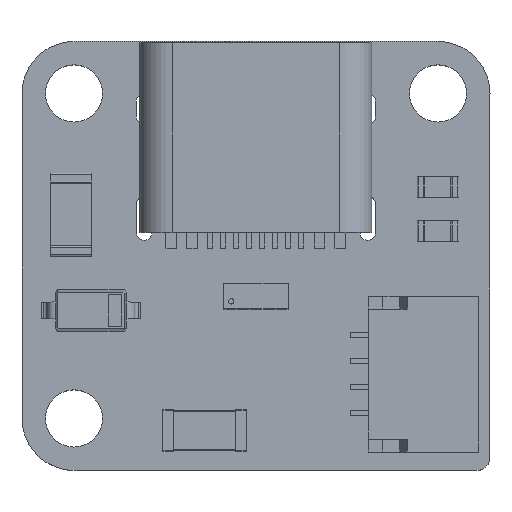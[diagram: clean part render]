
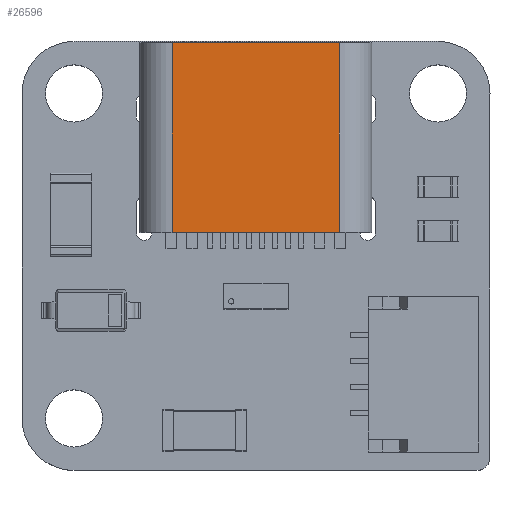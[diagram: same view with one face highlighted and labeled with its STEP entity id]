
A CAD part, top view. The second image highlights one B-rep face of the part: STEP entity #26596.
In plain terms, the highlighted face is planar.
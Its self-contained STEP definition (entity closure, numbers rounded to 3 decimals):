
#17319 = PLANE('',#17320);
#17320 = AXIS2_PLACEMENT_3D('',#17321,#17322,#17323);
#17321 = CARTESIAN_POINT('',(4.47,1.605,-7.3));
#17322 = DIRECTION('',(0.,0.,-1.));
#17323 = DIRECTION('',(-1.,0.,0.));
#19554 = VERTEX_POINT('',#19555);
#19555 = CARTESIAN_POINT('',(1.255,3.21,-7.3));
#19574 = CYLINDRICAL_SURFACE('',#19575,1.255);
#19575 = AXIS2_PLACEMENT_3D('',#19576,#19577,#19578);
#19576 = CARTESIAN_POINT('',(1.255,1.955,0.));
#19577 = DIRECTION('',(0.,0.,-1.));
#19578 = DIRECTION('',(-0.707,0.707,0.));
#19608 = EDGE_CURVE('',#19554,#19609,#19611,.T.);
#19609 = VERTEX_POINT('',#19610);
#19610 = CARTESIAN_POINT('',(7.685,3.21,-7.3));
#19611 = SURFACE_CURVE('',#19612,(#19616,#19623),.PCURVE_S1.);
#19612 = LINE('',#19613,#19614);
#19613 = CARTESIAN_POINT('',(8.94,3.21,-7.3));
#19614 = VECTOR('',#19615,1.);
#19615 = DIRECTION('',(1.,0.,0.));
#19616 = PCURVE('',#17319,#19617);
#19617 = DEFINITIONAL_REPRESENTATION('',(#19618),#19622);
#19618 = LINE('',#19619,#19620);
#19619 = CARTESIAN_POINT('',(-4.47,1.605));
#19620 = VECTOR('',#19621,1.);
#19621 = DIRECTION('',(-1.,0.));
#19622 = ( GEOMETRIC_REPRESENTATION_CONTEXT(2) 
PARAMETRIC_REPRESENTATION_CONTEXT() REPRESENTATION_CONTEXT('2D SPACE',''
  ) );
#19623 = PCURVE('',#19624,#19629);
#19624 = PLANE('',#19625);
#19625 = AXIS2_PLACEMENT_3D('',#19626,#19627,#19628);
#19626 = CARTESIAN_POINT('',(0.,3.21,0.));
#19627 = DIRECTION('',(0.,1.,0.));
#19628 = DIRECTION('',(1.,0.,0.));
#19629 = DEFINITIONAL_REPRESENTATION('',(#19630),#19634);
#19630 = LINE('',#19631,#19632);
#19631 = CARTESIAN_POINT('',(8.94,7.3));
#19632 = VECTOR('',#19633,1.);
#19633 = DIRECTION('',(1.,0.));
#19634 = ( GEOMETRIC_REPRESENTATION_CONTEXT(2) 
PARAMETRIC_REPRESENTATION_CONTEXT() REPRESENTATION_CONTEXT('2D SPACE',''
  ) );
#19657 = CYLINDRICAL_SURFACE('',#19658,1.255);
#19658 = AXIS2_PLACEMENT_3D('',#19659,#19660,#19661);
#19659 = CARTESIAN_POINT('',(7.685,1.955,0.));
#19660 = DIRECTION('',(0.,0.,-1.));
#19661 = DIRECTION('',(0.707,0.707,0.));
#21784 = PLANE('',#21785);
#21785 = AXIS2_PLACEMENT_3D('',#21786,#21787,#21788);
#21786 = CARTESIAN_POINT('',(4.47,1.605,0.));
#21787 = DIRECTION('',(0.,0.,1.));
#21788 = DIRECTION('',(1.,0.,0.));
#26282 = VERTEX_POINT('',#26283);
#26283 = CARTESIAN_POINT('',(7.685,3.21,0.));
#26331 = EDGE_CURVE('',#26282,#26332,#26334,.T.);
#26332 = VERTEX_POINT('',#26333);
#26333 = CARTESIAN_POINT('',(1.255,3.21,0.));
#26334 = SURFACE_CURVE('',#26335,(#26339,#26346),.PCURVE_S1.);
#26335 = LINE('',#26336,#26337);
#26336 = CARTESIAN_POINT('',(8.94,3.21,0.));
#26337 = VECTOR('',#26338,1.);
#26338 = DIRECTION('',(-1.,0.,0.));
#26339 = PCURVE('',#21784,#26340);
#26340 = DEFINITIONAL_REPRESENTATION('',(#26341),#26345);
#26341 = LINE('',#26342,#26343);
#26342 = CARTESIAN_POINT('',(4.47,1.605));
#26343 = VECTOR('',#26344,1.);
#26344 = DIRECTION('',(-1.,0.));
#26345 = ( GEOMETRIC_REPRESENTATION_CONTEXT(2) 
PARAMETRIC_REPRESENTATION_CONTEXT() REPRESENTATION_CONTEXT('2D SPACE',''
  ) );
#26346 = PCURVE('',#19624,#26347);
#26347 = DEFINITIONAL_REPRESENTATION('',(#26348),#26352);
#26348 = LINE('',#26349,#26350);
#26349 = CARTESIAN_POINT('',(8.94,0.));
#26350 = VECTOR('',#26351,1.);
#26351 = DIRECTION('',(-1.,0.));
#26352 = ( GEOMETRIC_REPRESENTATION_CONTEXT(2) 
PARAMETRIC_REPRESENTATION_CONTEXT() REPRESENTATION_CONTEXT('2D SPACE',''
  ) );
#26439 = EDGE_CURVE('',#19609,#26282,#26440,.T.);
#26440 = SURFACE_CURVE('',#26441,(#26445,#26452),.PCURVE_S1.);
#26441 = LINE('',#26442,#26443);
#26442 = CARTESIAN_POINT('',(7.685,3.21,0.));
#26443 = VECTOR('',#26444,1.);
#26444 = DIRECTION('',(0.,0.,1.));
#26445 = PCURVE('',#19657,#26446);
#26446 = DEFINITIONAL_REPRESENTATION('',(#26447),#26451);
#26447 = LINE('',#26448,#26449);
#26448 = CARTESIAN_POINT('',(5.498,0.));
#26449 = VECTOR('',#26450,1.);
#26450 = DIRECTION('',(0.,-1.));
#26451 = ( GEOMETRIC_REPRESENTATION_CONTEXT(2) 
PARAMETRIC_REPRESENTATION_CONTEXT() REPRESENTATION_CONTEXT('2D SPACE',''
  ) );
#26452 = PCURVE('',#19624,#26453);
#26453 = DEFINITIONAL_REPRESENTATION('',(#26454),#26458);
#26454 = LINE('',#26455,#26456);
#26455 = CARTESIAN_POINT('',(7.685,0.));
#26456 = VECTOR('',#26457,1.);
#26457 = DIRECTION('',(0.,-1.));
#26458 = ( GEOMETRIC_REPRESENTATION_CONTEXT(2) 
PARAMETRIC_REPRESENTATION_CONTEXT() REPRESENTATION_CONTEXT('2D SPACE',''
  ) );
#26468 = EDGE_CURVE('',#26332,#19554,#26469,.T.);
#26469 = SURFACE_CURVE('',#26470,(#26474,#26481),.PCURVE_S1.);
#26470 = LINE('',#26471,#26472);
#26471 = CARTESIAN_POINT('',(1.255,3.21,0.));
#26472 = VECTOR('',#26473,1.);
#26473 = DIRECTION('',(0.,0.,-1.));
#26474 = PCURVE('',#19574,#26475);
#26475 = DEFINITIONAL_REPRESENTATION('',(#26476),#26480);
#26476 = LINE('',#26477,#26478);
#26477 = CARTESIAN_POINT('',(7.069,0.));
#26478 = VECTOR('',#26479,1.);
#26479 = DIRECTION('',(0.,1.));
#26480 = ( GEOMETRIC_REPRESENTATION_CONTEXT(2) 
PARAMETRIC_REPRESENTATION_CONTEXT() REPRESENTATION_CONTEXT('2D SPACE',''
  ) );
#26481 = PCURVE('',#19624,#26482);
#26482 = DEFINITIONAL_REPRESENTATION('',(#26483),#26487);
#26483 = LINE('',#26484,#26485);
#26484 = CARTESIAN_POINT('',(1.255,0.));
#26485 = VECTOR('',#26486,1.);
#26486 = DIRECTION('',(0.,1.));
#26487 = ( GEOMETRIC_REPRESENTATION_CONTEXT(2) 
PARAMETRIC_REPRESENTATION_CONTEXT() REPRESENTATION_CONTEXT('2D SPACE',''
  ) );
#26596 = ADVANCED_FACE('',(#26597),#19624,.T.);
#26597 = FACE_BOUND('',#26598,.T.);
#26598 = EDGE_LOOP('',(#26599,#26600,#26601,#26602));
#26599 = ORIENTED_EDGE('',*,*,#26439,.F.);
#26600 = ORIENTED_EDGE('',*,*,#19608,.F.);
#26601 = ORIENTED_EDGE('',*,*,#26468,.F.);
#26602 = ORIENTED_EDGE('',*,*,#26331,.F.);
